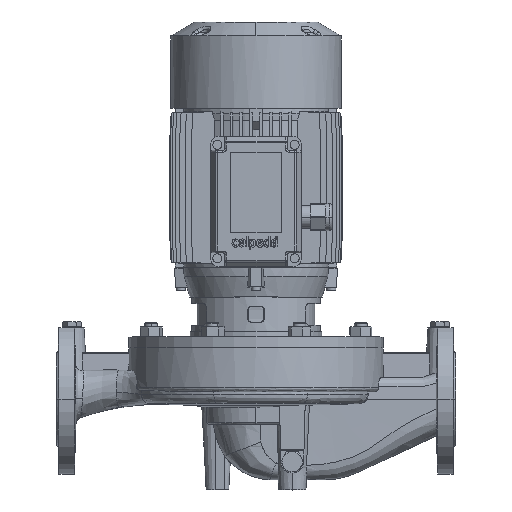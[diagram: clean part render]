
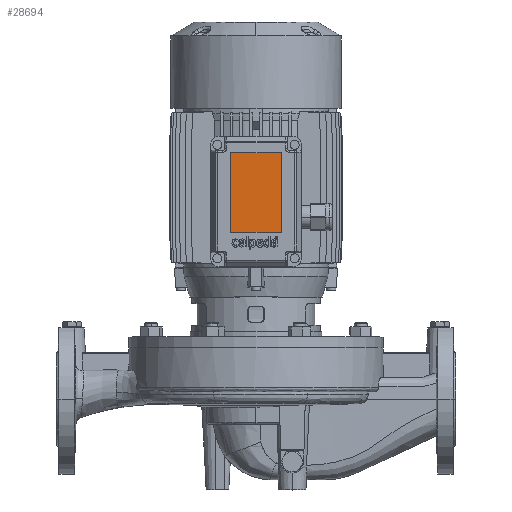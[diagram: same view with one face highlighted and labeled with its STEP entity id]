
A CAD part, top view. The second image highlights one B-rep face of the part: STEP entity #28694.
In plain terms, the highlighted planar face has unit normal (0, 0, 1).
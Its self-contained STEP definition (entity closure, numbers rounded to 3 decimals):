
#1720 = DIRECTION ( 'NONE',  ( -1., 0., 0. ) ) ;
#2399 = LINE ( 'NONE', #106735, #14847 ) ;
#2565 = CARTESIAN_POINT ( 'NONE',  ( -28., 215., 137.5 ) ) ;
#3740 = AXIS2_PLACEMENT_3D ( 'NONE', #63786, #5045, #139544 ) ;
#5045 = DIRECTION ( 'NONE',  ( 0., 0., 1. ) ) ;
#8689 = EDGE_CURVE ( 'NONE', #72540, #55419, #102548, .T. ) ;
#12149 = ORIENTED_EDGE ( 'NONE', *, *, #97137, .T. ) ;
#14847 = VECTOR ( 'NONE', #117110, 1000. ) ;
#15584 = VECTOR ( 'NONE', #1720, 1000. ) ;
#17536 = PLANE ( 'NONE',  #3740 ) ;
#24248 = CARTESIAN_POINT ( 'NONE',  ( -28., 215., 137.5 ) ) ;
#28694 = ADVANCED_FACE ( 'NONE', ( #86575 ), #17536, .T. ) ;
#30181 = EDGE_LOOP ( 'NONE', ( #44895, #138129, #140343, #12149 ) ) ;
#38376 = CARTESIAN_POINT ( 'NONE',  ( 28., 127., 137.5 ) ) ;
#39755 = LINE ( 'NONE', #50761, #15584 ) ;
#44895 = ORIENTED_EDGE ( 'NONE', *, *, #8689, .T. ) ;
#46332 = DIRECTION ( 'NONE',  ( 1., 0., 0. ) ) ;
#47344 = EDGE_CURVE ( 'NONE', #55419, #128286, #65450, .T. ) ;
#50761 = CARTESIAN_POINT ( 'NONE',  ( -28., 215., 137.5 ) ) ;
#53713 = CARTESIAN_POINT ( 'NONE',  ( -28., 127., 137.5 ) ) ;
#55419 = VERTEX_POINT ( 'NONE', #53713 ) ;
#63786 = CARTESIAN_POINT ( 'NONE',  ( 0., 176.5, 137.5 ) ) ;
#65450 = LINE ( 'NONE', #135244, #126085 ) ;
#72540 = VERTEX_POINT ( 'NONE', #24248 ) ;
#86575 = FACE_OUTER_BOUND ( 'NONE', #30181, .T. ) ;
#97137 = EDGE_CURVE ( 'NONE', #105954, #72540, #39755, .T. ) ;
#99952 = VECTOR ( 'NONE', #126163, 1000. ) ;
#102548 = LINE ( 'NONE', #2565, #99952 ) ;
#104756 = EDGE_CURVE ( 'NONE', #128286, #105954, #2399, .T. ) ;
#105954 = VERTEX_POINT ( 'NONE', #120883 ) ;
#106735 = CARTESIAN_POINT ( 'NONE',  ( 28., 215., 137.5 ) ) ;
#117110 = DIRECTION ( 'NONE',  ( 0., 1., 0. ) ) ;
#120883 = CARTESIAN_POINT ( 'NONE',  ( 28., 215., 137.5 ) ) ;
#126085 = VECTOR ( 'NONE', #46332, 1000. ) ;
#126163 = DIRECTION ( 'NONE',  ( 0., -1., 0. ) ) ;
#128286 = VERTEX_POINT ( 'NONE', #38376 ) ;
#135244 = CARTESIAN_POINT ( 'NONE',  ( -28., 127., 137.5 ) ) ;
#138129 = ORIENTED_EDGE ( 'NONE', *, *, #47344, .T. ) ;
#139544 = DIRECTION ( 'NONE',  ( 0., -1., 0. ) ) ;
#140343 = ORIENTED_EDGE ( 'NONE', *, *, #104756, .T. ) ;
